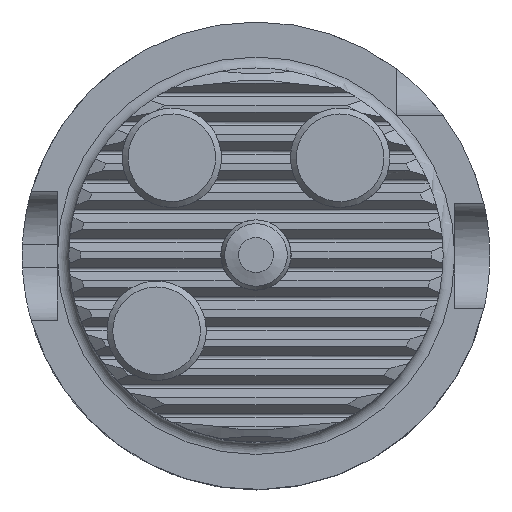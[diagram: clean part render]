
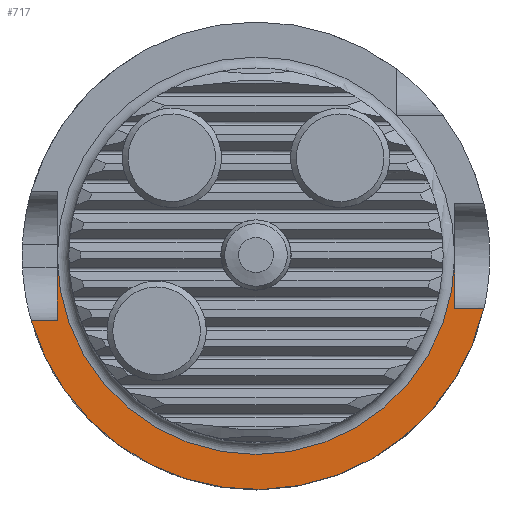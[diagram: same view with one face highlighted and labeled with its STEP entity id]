
A CAD part, top view. The second image highlights one B-rep face of the part: STEP entity #717.
In plain terms, the highlighted planar face has unit normal (0, 0, 1).
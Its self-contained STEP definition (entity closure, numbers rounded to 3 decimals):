
#94=LINE('',#5317,#243);
#95=LINE('',#5321,#244);
#96=LINE('',#5323,#245);
#97=LINE('',#5327,#246);
#243=VECTOR('',#4219,1.);
#244=VECTOR('',#4222,1.);
#245=VECTOR('',#4223,1.);
#246=VECTOR('',#4226,1.);
#430=PLANE('',#3755);
#531=FACE_OUTER_BOUND('',#1309,.T.);
#717=ADVANCED_FACE('',(#531),#430,.T.);
#1309=EDGE_LOOP('',(#1581,#1582,#1583,#1584,#1585,#1586));
#1581=ORIENTED_EDGE('',*,*,#3058,.F.);
#1582=ORIENTED_EDGE('',*,*,#3059,.T.);
#1583=ORIENTED_EDGE('',*,*,#3060,.F.);
#1584=ORIENTED_EDGE('',*,*,#3061,.F.);
#1585=ORIENTED_EDGE('',*,*,#3062,.F.);
#1586=ORIENTED_EDGE('',*,*,#3063,.F.);
#2681=VERTEX_POINT('',#5310);
#2684=VERTEX_POINT('',#5318);
#2685=VERTEX_POINT('',#5320);
#2686=VERTEX_POINT('',#5322);
#2687=VERTEX_POINT('',#5324);
#2688=VERTEX_POINT('',#5326);
#3058=EDGE_CURVE('',#2681,#2684,#94,.T.);
#3059=EDGE_CURVE('',#2681,#2685,#3594,.T.);
#3060=EDGE_CURVE('',#2686,#2685,#95,.T.);
#3061=EDGE_CURVE('',#2687,#2686,#96,.T.);
#3062=EDGE_CURVE('',#2688,#2687,#3595,.T.);
#3063=EDGE_CURVE('',#2684,#2688,#97,.T.);
#3594=CIRCLE('',#3753,17.);
#3595=CIRCLE('',#3754,20.);
#3753=AXIS2_PLACEMENT_3D('',#5319,#4220,#4221);
#3754=AXIS2_PLACEMENT_3D('',#5325,#4224,#4225);
#3755=AXIS2_PLACEMENT_3D('',#5328,#4227,#4228);
#4219=DIRECTION('',(0.,-1.,0.));
#4220=DIRECTION('',(0.,0.,-1.));
#4221=DIRECTION('',(0.,1.,0.));
#4222=DIRECTION('',(0.,1.,0.));
#4223=DIRECTION('',(1.,0.,0.));
#4224=DIRECTION('',(0.,0.,-1.));
#4225=DIRECTION('',(0.,1.,0.));
#4226=DIRECTION('',(1.,0.,0.));
#4227=DIRECTION('',(0.,0.,1.));
#4228=DIRECTION('',(0.,-1.,0.));
#5310=CARTESIAN_POINT('',(17.,0.,20.));
#5317=CARTESIAN_POINT('',(17.,0.,20.));
#5318=CARTESIAN_POINT('',(17.,-4.5,20.));
#5319=CARTESIAN_POINT('',(0.,0.,20.));
#5320=CARTESIAN_POINT('',(-17.,0.,20.));
#5321=CARTESIAN_POINT('',(-17.,0.,20.));
#5322=CARTESIAN_POINT('',(-17.,-5.5,20.));
#5323=CARTESIAN_POINT('',(-20.,-5.5,20.));
#5324=CARTESIAN_POINT('',(-19.229,-5.5,20.));
#5325=CARTESIAN_POINT('',(0.,0.,20.));
#5326=CARTESIAN_POINT('',(19.487,-4.5,20.));
#5327=CARTESIAN_POINT('',(-20.,-4.5,20.));
#5328=CARTESIAN_POINT('',(-20.,0.,20.));
